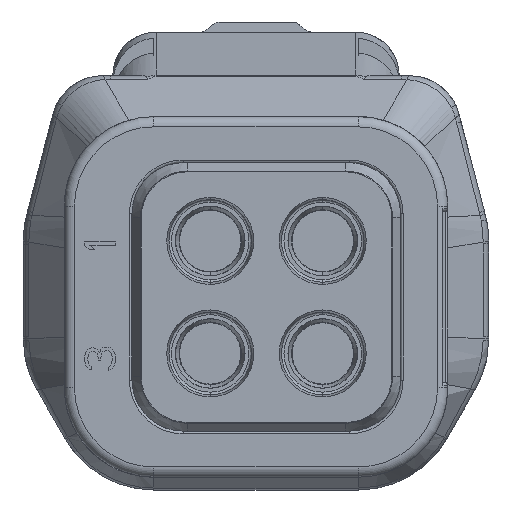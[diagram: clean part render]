
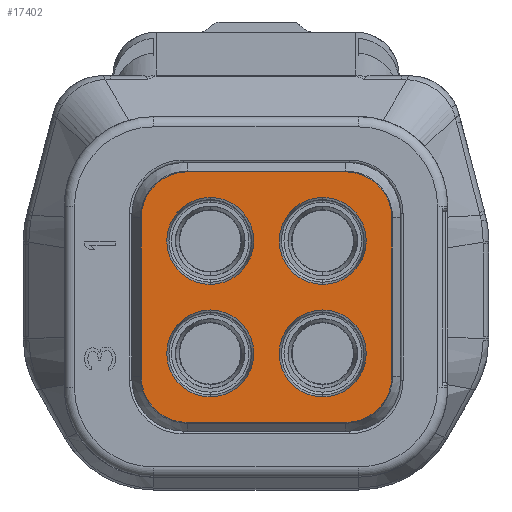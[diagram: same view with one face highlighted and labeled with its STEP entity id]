
A CAD part, front view. The second image highlights one B-rep face of the part: STEP entity #17402.
In plain terms, the highlighted planar face has unit normal (0, -1, 0).
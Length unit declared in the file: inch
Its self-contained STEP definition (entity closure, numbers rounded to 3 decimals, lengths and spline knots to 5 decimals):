
#1870=CARTESIAN_POINT('',(-9.83869,-2.07278,
2.09016));
#1871=DIRECTION('',(0.,1.,0.));
#1872=DIRECTION('',(0.,0.,-1.));
#1873=AXIS2_PLACEMENT_3D('',#1870,#1871,#1872);
#1875=DIRECTION('',(0.,0.,1.));
#1876=VECTOR('',#1875,0.12205);
#1877=CARTESIAN_POINT('',(-9.87413,-2.07278,
2.09016));
#1878=LINE('',#1877,#1876);
#1879=CARTESIAN_POINT('',(-9.83869,-2.07278,
2.2122));
#1880=DIRECTION('',(0.,1.,0.));
#1881=DIRECTION('',(-1.,0.,0.));
#1882=AXIS2_PLACEMENT_3D('',#1879,#1880,#1881);
#1884=DIRECTION('',(1.,0.,0.));
#1885=VECTOR('',#1884,0.12205);
#1886=CARTESIAN_POINT('',(-9.83869,-2.07278,
2.24764));
#1887=LINE('',#1886,#1885);
#1888=CARTESIAN_POINT('',(-9.71665,-2.07278,
2.2122));
#1889=DIRECTION('',(0.,1.,0.));
#1890=DIRECTION('',(0.,0.,1.));
#1891=AXIS2_PLACEMENT_3D('',#1888,#1889,#1890);
#1893=DIRECTION('',(0.,0.,-1.));
#1894=VECTOR('',#1893,0.12205);
#1895=CARTESIAN_POINT('',(-9.68121,-2.07278,
2.2122));
#1896=LINE('',#1895,#1894);
#1897=CARTESIAN_POINT('',(-9.71665,-2.07278,
2.09016));
#1898=DIRECTION('',(0.,1.,0.));
#1899=DIRECTION('',(1.,0.,0.));
#1900=AXIS2_PLACEMENT_3D('',#1897,#1898,#1899);
#1902=DIRECTION('',(-1.,0.,0.));
#1903=VECTOR('',#1902,0.12205);
#1904=CARTESIAN_POINT('',(-9.71665,-2.07278,
2.05472));
#1905=LINE('',#1904,#1903);
#1906=CARTESIAN_POINT('',(-9.82098,-2.07278,
2.10787));
#1907=DIRECTION('',(0.,1.,0.));
#1908=DIRECTION('',(0.,0.,1.));
#1909=AXIS2_PLACEMENT_3D('',#1906,#1907,#1908);
#1911=CARTESIAN_POINT('',(-9.82098,-2.07278,
2.10787));
#1912=DIRECTION('',(0.,1.,0.));
#1913=DIRECTION('',(0.,0.,-1.));
#1914=AXIS2_PLACEMENT_3D('',#1911,#1912,#1913);
#1916=CARTESIAN_POINT('',(-9.82098,-2.07278,
2.19449));
#1917=DIRECTION('',(0.,1.,0.));
#1918=DIRECTION('',(0.,0.,1.));
#1919=AXIS2_PLACEMENT_3D('',#1916,#1917,#1918);
#1921=CARTESIAN_POINT('',(-9.82098,-2.07278,
2.19449));
#1922=DIRECTION('',(0.,1.,0.));
#1923=DIRECTION('',(0.,0.,-1.));
#1924=AXIS2_PLACEMENT_3D('',#1921,#1922,#1923);
#1926=CARTESIAN_POINT('',(-9.73436,-2.07278,
2.10787));
#1927=DIRECTION('',(0.,1.,0.));
#1928=DIRECTION('',(0.,0.,1.));
#1929=AXIS2_PLACEMENT_3D('',#1926,#1927,#1928);
#1931=CARTESIAN_POINT('',(-9.73436,-2.07278,
2.10787));
#1932=DIRECTION('',(0.,1.,0.));
#1933=DIRECTION('',(0.,0.,-1.));
#1934=AXIS2_PLACEMENT_3D('',#1931,#1932,#1933);
#1936=CARTESIAN_POINT('',(-9.73436,-2.07278,
2.19449));
#1937=DIRECTION('',(0.,1.,0.));
#1938=DIRECTION('',(0.,0.,1.));
#1939=AXIS2_PLACEMENT_3D('',#1936,#1937,#1938);
#1941=CARTESIAN_POINT('',(-9.73436,-2.07278,
2.19449));
#1942=DIRECTION('',(0.,1.,0.));
#1943=DIRECTION('',(0.,0.,-1.));
#1944=AXIS2_PLACEMENT_3D('',#1941,#1942,#1943);
#12335=CARTESIAN_POINT('',(-9.87413,-2.07278,
2.09016));
#12336=CARTESIAN_POINT('',(-9.87413,-2.07278,
2.2122));
#12337=VERTEX_POINT('',#12335);
#12338=VERTEX_POINT('',#12336);
#12339=CARTESIAN_POINT('',(-9.83869,-2.07278,
2.24764));
#12340=VERTEX_POINT('',#12339);
#12341=CARTESIAN_POINT('',(-9.71665,-2.07278,
2.24764));
#12342=VERTEX_POINT('',#12341);
#12343=CARTESIAN_POINT('',(-9.68121,-2.07278,
2.2122));
#12344=VERTEX_POINT('',#12343);
#12345=CARTESIAN_POINT('',(-9.68121,-2.07278,
2.09016));
#12346=VERTEX_POINT('',#12345);
#12347=CARTESIAN_POINT('',(-9.83869,-2.07278,
2.05472));
#12348=VERTEX_POINT('',#12347);
#12349=CARTESIAN_POINT('',(-9.71665,-2.07278,
2.05472));
#12350=VERTEX_POINT('',#12349);
#12703=CARTESIAN_POINT('',(-9.82098,-2.07278,
2.14134));
#12704=CARTESIAN_POINT('',(-9.82098,-2.07278,
2.07441));
#12705=VERTEX_POINT('',#12703);
#12706=VERTEX_POINT('',#12704);
#12707=CARTESIAN_POINT('',(-9.82098,-2.07278,
2.22795));
#12708=CARTESIAN_POINT('',(-9.82098,-2.07278,
2.16102));
#12709=VERTEX_POINT('',#12707);
#12710=VERTEX_POINT('',#12708);
#12711=CARTESIAN_POINT('',(-9.73436,-2.07278,
2.14134));
#12712=CARTESIAN_POINT('',(-9.73436,-2.07278,
2.07441));
#12713=VERTEX_POINT('',#12711);
#12714=VERTEX_POINT('',#12712);
#12715=CARTESIAN_POINT('',(-9.73436,-2.07278,
2.22795));
#12716=CARTESIAN_POINT('',(-9.73436,-2.07278,
2.16102));
#12717=VERTEX_POINT('',#12715);
#12718=VERTEX_POINT('',#12716);
#17357=CARTESIAN_POINT('',(-9.88791,-2.07278,
2.04094));
#17358=DIRECTION('',(0.,-1.,0.));
#17359=DIRECTION('',(1.,0.,0.));
#17360=AXIS2_PLACEMENT_3D('',#17357,#17358,#17359);
#17361=PLANE('',#17360);
#17363=ORIENTED_EDGE('',*,*,#17362,.T.);
#17365=ORIENTED_EDGE('',*,*,#17364,.T.);
#17367=ORIENTED_EDGE('',*,*,#17366,.T.);
#17369=ORIENTED_EDGE('',*,*,#17368,.T.);
#17371=ORIENTED_EDGE('',*,*,#17370,.T.);
#17373=ORIENTED_EDGE('',*,*,#17372,.T.);
#17375=ORIENTED_EDGE('',*,*,#17374,.T.);
#17377=ORIENTED_EDGE('',*,*,#17376,.T.);
#17378=EDGE_LOOP('',(#17363,#17365,#17367,#17369,#17371,#17373,#17375,#17377));
#17379=FACE_OUTER_BOUND('',#17378,.F.);
#17380=ORIENTED_EDGE('',*,*,#17344,.F.);
#17381=ORIENTED_EDGE('',*,*,#17323,.F.);
#17382=EDGE_LOOP('',(#17380,#17381));
#17383=FACE_BOUND('',#17382,.F.);
#17385=ORIENTED_EDGE('',*,*,#17384,.F.);
#17387=ORIENTED_EDGE('',*,*,#17386,.F.);
#17388=EDGE_LOOP('',(#17385,#17387));
#17389=FACE_BOUND('',#17388,.F.);
#17391=ORIENTED_EDGE('',*,*,#17390,.F.);
#17393=ORIENTED_EDGE('',*,*,#17392,.F.);
#17394=EDGE_LOOP('',(#17391,#17393));
#17395=FACE_BOUND('',#17394,.F.);
#17397=ORIENTED_EDGE('',*,*,#17396,.F.);
#17399=ORIENTED_EDGE('',*,*,#17398,.F.);
#17400=EDGE_LOOP('',(#17397,#17399));
#17401=FACE_BOUND('',#17400,.F.);
#17402=ADVANCED_FACE('',(#17379,#17383,#17389,#17395,#17401),#17361,.T.);
#1874=CIRCLE('',#1873,0.03543);
#1883=CIRCLE('',#1882,0.03543);
#1892=CIRCLE('',#1891,0.03543);
#1901=CIRCLE('',#1900,0.03543);
#1910=CIRCLE('',#1909,0.03346);
#1915=CIRCLE('',#1914,0.03346);
#1920=CIRCLE('',#1919,0.03346);
#1925=CIRCLE('',#1924,0.03346);
#1930=CIRCLE('',#1929,0.03346);
#1935=CIRCLE('',#1934,0.03346);
#1940=CIRCLE('',#1939,0.03346);
#1945=CIRCLE('',#1944,0.03346);
#17323=EDGE_CURVE('',#12706,#12705,#1915,.T.);
#17344=EDGE_CURVE('',#12705,#12706,#1910,.T.);
#17362=EDGE_CURVE('',#12348,#12337,#1874,.T.);
#17364=EDGE_CURVE('',#12337,#12338,#1878,.T.);
#17366=EDGE_CURVE('',#12338,#12340,#1883,.T.);
#17368=EDGE_CURVE('',#12340,#12342,#1887,.T.);
#17370=EDGE_CURVE('',#12342,#12344,#1892,.T.);
#17372=EDGE_CURVE('',#12344,#12346,#1896,.T.);
#17374=EDGE_CURVE('',#12346,#12350,#1901,.T.);
#17376=EDGE_CURVE('',#12350,#12348,#1905,.T.);
#17384=EDGE_CURVE('',#12709,#12710,#1920,.T.);
#17386=EDGE_CURVE('',#12710,#12709,#1925,.T.);
#17390=EDGE_CURVE('',#12713,#12714,#1930,.T.);
#17392=EDGE_CURVE('',#12714,#12713,#1935,.T.);
#17396=EDGE_CURVE('',#12717,#12718,#1940,.T.);
#17398=EDGE_CURVE('',#12718,#12717,#1945,.T.);
